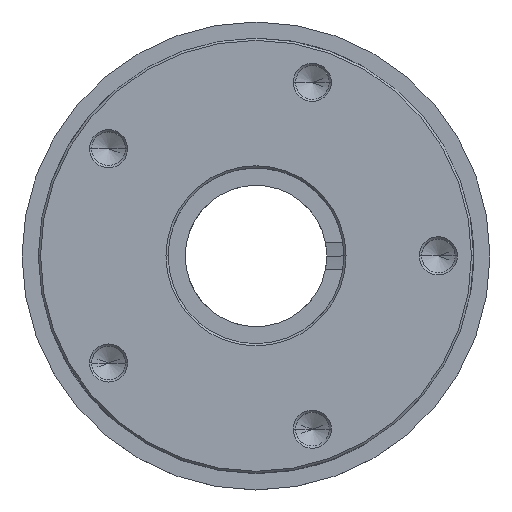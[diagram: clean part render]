
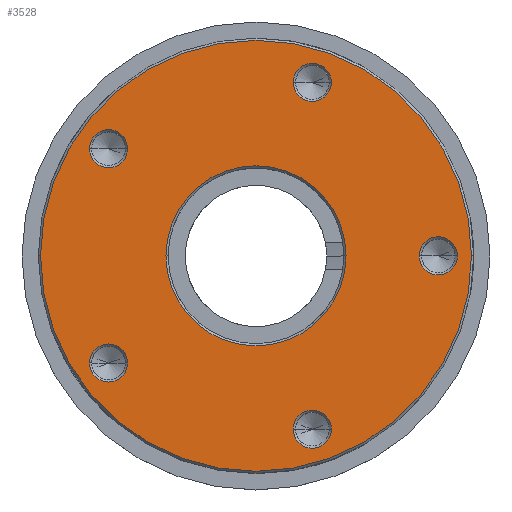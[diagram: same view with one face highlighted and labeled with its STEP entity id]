
A CAD part, top view. The second image highlights one B-rep face of the part: STEP entity #3528.
In plain terms, the highlighted planar face has unit normal (0, 0, 1).
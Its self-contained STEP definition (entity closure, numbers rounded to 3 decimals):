
#63 = CARTESIAN_POINT ( 'NONE',  ( 3.426, 15.93, 8.5 ) ) ;
#74 = VERTEX_POINT ( 'NONE', #3035 ) ;
#157 = AXIS2_PLACEMENT_3D ( 'NONE', #1279, #672, #2314 ) ;
#160 = EDGE_CURVE ( 'NONE', #74, #1853, #1427, .T. ) ;
#193 = DIRECTION ( 'NONE',  ( 1., 0., 0. ) ) ;
#216 = CARTESIAN_POINT ( 'NONE',  ( -13.551, -9.845, 8.5 ) ) ;
#233 = FACE_BOUND ( 'NONE', #2068, .T. ) ;
#274 = DIRECTION ( 'NONE',  ( 0., 0., -1. ) ) ;
#315 = CARTESIAN_POINT ( 'NONE',  ( 16.75, 0., 8.5 ) ) ;
#359 = AXIS2_PLACEMENT_3D ( 'NONE', #491, #1810, #3462 ) ;
#442 = ORIENTED_EDGE ( 'NONE', *, *, #160, .T. ) ;
#447 = FACE_BOUND ( 'NONE', #803, .T. ) ;
#471 = AXIS2_PLACEMENT_3D ( 'NONE', #315, #900, #2494 ) ;
#491 = CARTESIAN_POINT ( 'NONE',  ( 0., 0., 8.5 ) ) ;
#520 = VERTEX_POINT ( 'NONE', #2737 ) ;
#523 = CIRCLE ( 'NONE', #914, 8.275 ) ;
#531 = DIRECTION ( 'NONE',  ( 0., 0., 1. ) ) ;
#534 = CARTESIAN_POINT ( 'NONE',  ( 5.176, -15.93, 8.5 ) ) ;
#539 = DIRECTION ( 'NONE',  ( 0., 0., -1. ) ) ;
#579 = EDGE_CURVE ( 'NONE', #1956, #2287, #3550, .T. ) ;
#584 = EDGE_LOOP ( 'NONE', ( #3513, #1076 ) ) ;
#668 = ORIENTED_EDGE ( 'NONE', *, *, #3288, .T. ) ;
#672 = DIRECTION ( 'NONE',  ( 0., 0., 1. ) ) ;
#695 = CIRCLE ( 'NONE', #1948, 8.275 ) ;
#716 = ORIENTED_EDGE ( 'NONE', *, *, #974, .T. ) ;
#730 = ORIENTED_EDGE ( 'NONE', *, *, #2470, .T. ) ;
#738 = EDGE_CURVE ( 'NONE', #1469, #1629, #3151, .T. ) ;
#747 = DIRECTION ( 'NONE',  ( 1., 0., 0. ) ) ;
#757 = FACE_OUTER_BOUND ( 'NONE', #2076, .T. ) ;
#776 = CARTESIAN_POINT ( 'NONE',  ( 0., 0., 8.5 ) ) ;
#803 = EDGE_LOOP ( 'NONE', ( #2168, #1002 ) ) ;
#811 = DIRECTION ( 'NONE',  ( 1., 0., 0. ) ) ;
#814 = CIRCLE ( 'NONE', #2764, 1.75 ) ;
#867 = AXIS2_PLACEMENT_3D ( 'NONE', #1744, #1193, #2848 ) ;
#900 = DIRECTION ( 'NONE',  ( 0., 0., -1. ) ) ;
#914 = AXIS2_PLACEMENT_3D ( 'NONE', #2147, #1077, #1041 ) ;
#925 = AXIS2_PLACEMENT_3D ( 'NONE', #776, #531, #193 ) ;
#974 = EDGE_CURVE ( 'NONE', #3414, #3008, #523, .T. ) ;
#1002 = ORIENTED_EDGE ( 'NONE', *, *, #738, .T. ) ;
#1041 = DIRECTION ( 'NONE',  ( 1., 0., 0. ) ) ;
#1076 = ORIENTED_EDGE ( 'NONE', *, *, #2003, .T. ) ;
#1077 = DIRECTION ( 'NONE',  ( 0., 0., -1. ) ) ;
#1193 = DIRECTION ( 'NONE',  ( 0., 0., -1. ) ) ;
#1279 = CARTESIAN_POINT ( 'NONE',  ( 0., 0., 8.5 ) ) ;
#1305 = PLANE ( 'NONE',  #925 ) ;
#1326 = CIRCLE ( 'NONE', #3280, 1.75 ) ;
#1334 = DIRECTION ( 'NONE',  ( 0., 0., -1. ) ) ;
#1358 = CARTESIAN_POINT ( 'NONE',  ( 6.926, 15.93, 8.5 ) ) ;
#1362 = VERTEX_POINT ( 'NONE', #2519 ) ;
#1394 = CIRCLE ( 'NONE', #867, 1.75 ) ;
#1426 = CARTESIAN_POINT ( 'NONE',  ( 5.176, -15.93, 8.5 ) ) ;
#1427 = CIRCLE ( 'NONE', #157, 19.8 ) ;
#1447 = CIRCLE ( 'NONE', #3452, 1.75 ) ;
#1459 = VERTEX_POINT ( 'NONE', #1680 ) ;
#1469 = VERTEX_POINT ( 'NONE', #63 ) ;
#1503 = DIRECTION ( 'NONE',  ( 1., 0., 0. ) ) ;
#1560 = FACE_BOUND ( 'NONE', #2700, .T. ) ;
#1563 = DIRECTION ( 'NONE',  ( 1., 0., 0. ) ) ;
#1578 = ORIENTED_EDGE ( 'NONE', *, *, #2327, .T. ) ;
#1591 = DIRECTION ( 'NONE',  ( 1., 0., 0. ) ) ;
#1594 = FACE_BOUND ( 'NONE', #584, .T. ) ;
#1629 = VERTEX_POINT ( 'NONE', #1358 ) ;
#1663 = AXIS2_PLACEMENT_3D ( 'NONE', #1790, #2029, #1503 ) ;
#1680 = CARTESIAN_POINT ( 'NONE',  ( -11.801, 9.845, 8.5 ) ) ;
#1744 = CARTESIAN_POINT ( 'NONE',  ( -13.551, -9.845, 8.5 ) ) ;
#1774 = CIRCLE ( 'NONE', #471, 1.75 ) ;
#1780 = EDGE_CURVE ( 'NONE', #2339, #1362, #2931, .T. ) ;
#1790 = CARTESIAN_POINT ( 'NONE',  ( 5.176, 15.93, 8.5 ) ) ;
#1810 = DIRECTION ( 'NONE',  ( 0., 0., 1. ) ) ;
#1837 = ORIENTED_EDGE ( 'NONE', *, *, #1961, .T. ) ;
#1842 = EDGE_LOOP ( 'NONE', ( #730, #668 ) ) ;
#1852 = FACE_BOUND ( 'NONE', #1842, .T. ) ;
#1853 = VERTEX_POINT ( 'NONE', #2538 ) ;
#1857 = CARTESIAN_POINT ( 'NONE',  ( 8.275, 0., 8.5 ) ) ;
#1864 = ORIENTED_EDGE ( 'NONE', *, *, #2673, .T. ) ;
#1879 = DIRECTION ( 'NONE',  ( 1., 0., 0. ) ) ;
#1881 = AXIS2_PLACEMENT_3D ( 'NONE', #2778, #2258, #3081 ) ;
#1948 = AXIS2_PLACEMENT_3D ( 'NONE', #3541, #274, #1563 ) ;
#1954 = AXIS2_PLACEMENT_3D ( 'NONE', #3495, #3207, #1591 ) ;
#1956 = VERTEX_POINT ( 'NONE', #2399 ) ;
#1961 = EDGE_CURVE ( 'NONE', #3008, #3414, #695, .T. ) ;
#2003 = EDGE_CURVE ( 'NONE', #1362, #2339, #1326, .T. ) ;
#2029 = DIRECTION ( 'NONE',  ( 0., 0., -1. ) ) ;
#2068 = EDGE_LOOP ( 'NONE', ( #1864, #2743 ) ) ;
#2076 = EDGE_LOOP ( 'NONE', ( #2442, #442 ) ) ;
#2099 = AXIS2_PLACEMENT_3D ( 'NONE', #216, #539, #1879 ) ;
#2147 = CARTESIAN_POINT ( 'NONE',  ( 0., 0., 8.5 ) ) ;
#2154 = DIRECTION ( 'NONE',  ( 1., 0., 0. ) ) ;
#2159 = CARTESIAN_POINT ( 'NONE',  ( 16.75, 0., 8.5 ) ) ;
#2168 = ORIENTED_EDGE ( 'NONE', *, *, #2605, .T. ) ;
#2258 = DIRECTION ( 'NONE',  ( 0., 0., -1. ) ) ;
#2287 = VERTEX_POINT ( 'NONE', #3112 ) ;
#2314 = DIRECTION ( 'NONE',  ( 1., 0., 0. ) ) ;
#2327 = EDGE_CURVE ( 'NONE', #1459, #3025, #3338, .T. ) ;
#2339 = VERTEX_POINT ( 'NONE', #2690 ) ;
#2399 = CARTESIAN_POINT ( 'NONE',  ( -15.301, -9.845, 8.5 ) ) ;
#2442 = ORIENTED_EDGE ( 'NONE', *, *, #3477, .T. ) ;
#2470 = EDGE_CURVE ( 'NONE', #2953, #520, #1447, .T. ) ;
#2494 = DIRECTION ( 'NONE',  ( 1., 0., 0. ) ) ;
#2519 = CARTESIAN_POINT ( 'NONE',  ( 3.426, -15.93, 8.5 ) ) ;
#2538 = CARTESIAN_POINT ( 'NONE',  ( -19.8, 0., 8.5 ) ) ;
#2605 = EDGE_CURVE ( 'NONE', #1629, #1469, #3222, .T. ) ;
#2607 = CARTESIAN_POINT ( 'NONE',  ( 18.5, 0., 8.5 ) ) ;
#2673 = EDGE_CURVE ( 'NONE', #2287, #1956, #1394, .T. ) ;
#2680 = DIRECTION ( 'NONE',  ( 1., 0., 0. ) ) ;
#2681 = CARTESIAN_POINT ( 'NONE',  ( -15.301, 9.845, 8.5 ) ) ;
#2690 = CARTESIAN_POINT ( 'NONE',  ( 6.926, -15.93, 8.5 ) ) ;
#2700 = EDGE_LOOP ( 'NONE', ( #1837, #716 ) ) ;
#2737 = CARTESIAN_POINT ( 'NONE',  ( 15., 0., 8.5 ) ) ;
#2743 = ORIENTED_EDGE ( 'NONE', *, *, #579, .T. ) ;
#2764 = AXIS2_PLACEMENT_3D ( 'NONE', #3203, #2978, #747 ) ;
#2778 = CARTESIAN_POINT ( 'NONE',  ( 5.176, 15.93, 8.5 ) ) ;
#2804 = EDGE_CURVE ( 'NONE', #3025, #1459, #814, .T. ) ;
#2848 = DIRECTION ( 'NONE',  ( 1., 0., 0. ) ) ;
#2904 = FACE_BOUND ( 'NONE', #3368, .T. ) ;
#2931 = CIRCLE ( 'NONE', #3333, 1.75 ) ;
#2953 = VERTEX_POINT ( 'NONE', #2607 ) ;
#2978 = DIRECTION ( 'NONE',  ( 0., 0., -1. ) ) ;
#3008 = VERTEX_POINT ( 'NONE', #1857 ) ;
#3025 = VERTEX_POINT ( 'NONE', #2681 ) ;
#3035 = CARTESIAN_POINT ( 'NONE',  ( 19.8, 0., 8.5 ) ) ;
#3081 = DIRECTION ( 'NONE',  ( 1., 0., 0. ) ) ;
#3112 = CARTESIAN_POINT ( 'NONE',  ( -11.801, -9.845, 8.5 ) ) ;
#3151 = CIRCLE ( 'NONE', #1881, 1.75 ) ;
#3179 = CARTESIAN_POINT ( 'NONE',  ( -8.275, 0., 8.5 ) ) ;
#3203 = CARTESIAN_POINT ( 'NONE',  ( -13.551, 9.845, 8.5 ) ) ;
#3207 = DIRECTION ( 'NONE',  ( 0., 0., -1. ) ) ;
#3222 = CIRCLE ( 'NONE', #1663, 1.75 ) ;
#3264 = DIRECTION ( 'NONE',  ( 0., 0., -1. ) ) ;
#3280 = AXIS2_PLACEMENT_3D ( 'NONE', #534, #1334, #2680 ) ;
#3288 = EDGE_CURVE ( 'NONE', #520, #2953, #1774, .T. ) ;
#3333 = AXIS2_PLACEMENT_3D ( 'NONE', #1426, #3532, #2154 ) ;
#3335 = CIRCLE ( 'NONE', #359, 19.8 ) ;
#3338 = CIRCLE ( 'NONE', #1954, 1.75 ) ;
#3368 = EDGE_LOOP ( 'NONE', ( #1578, #3447 ) ) ;
#3414 = VERTEX_POINT ( 'NONE', #3179 ) ;
#3447 = ORIENTED_EDGE ( 'NONE', *, *, #2804, .T. ) ;
#3452 = AXIS2_PLACEMENT_3D ( 'NONE', #2159, #3264, #811 ) ;
#3462 = DIRECTION ( 'NONE',  ( 1., 0., 0. ) ) ;
#3477 = EDGE_CURVE ( 'NONE', #1853, #74, #3335, .T. ) ;
#3495 = CARTESIAN_POINT ( 'NONE',  ( -13.551, 9.845, 8.5 ) ) ;
#3513 = ORIENTED_EDGE ( 'NONE', *, *, #1780, .T. ) ;
#3528 = ADVANCED_FACE ( 'NONE', ( #757, #1560, #2904, #447, #1852, #1594, #233 ), #1305, .T. ) ;
#3532 = DIRECTION ( 'NONE',  ( 0., 0., -1. ) ) ;
#3541 = CARTESIAN_POINT ( 'NONE',  ( 0., 0., 8.5 ) ) ;
#3550 = CIRCLE ( 'NONE', #2099, 1.75 ) ;
